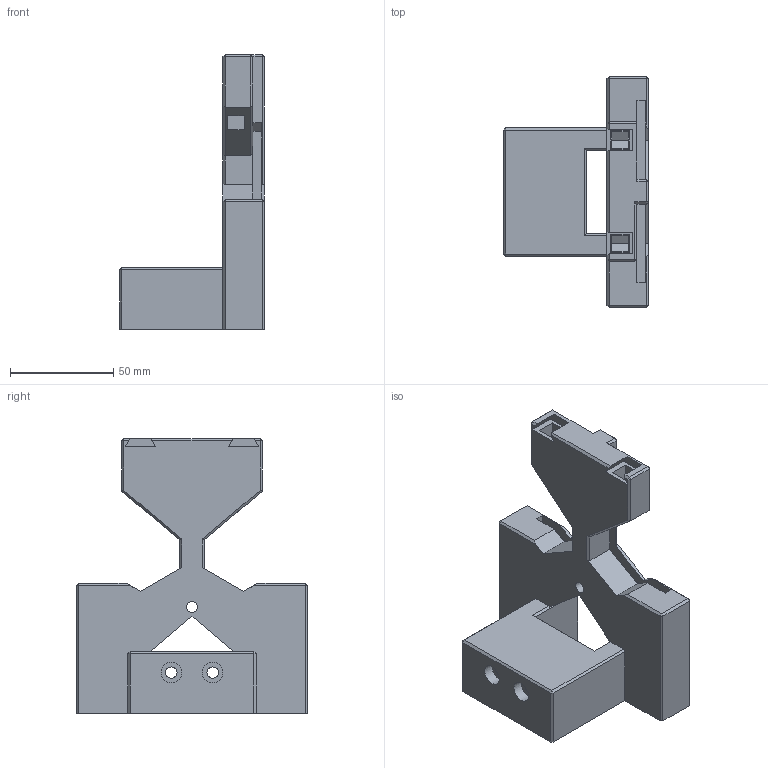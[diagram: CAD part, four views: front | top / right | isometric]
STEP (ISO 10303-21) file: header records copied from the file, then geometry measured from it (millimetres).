
FILE_DESCRIPTION(/* description */ (''),/* implementation_level */ '2;1');
FILE_NAME(/* name */ 'X X Motor End Mount Dual 50 mL v3.step',/* time_stamp */ '2024-04-10T22:12:23+02:00',/* author */ (''),/* organization */ (''),/* preprocessor_version */ 'ST-DEVELOPER v20',/* originating_system */ 'Autodesk Translation Framework v12.20.1.177',/* authorisation */ '');
FILE_SCHEMA (('AUTOMOTIVE_DESIGN { 1 0 10303 214 3 1 1 }'));
Length unit declared in the file: millimetre
Products named in the file (1): X X Motor End Mount Dual 50 mL
Bounding box: 70 x 112 x 133 mm (x, y, z)
Volume: 225580.1 mm3; surface area: 45717.2 mm2
Topology: 1 solids, 1 shells, 130 faces, 336 edges, 210 vertices
Faces by surface type: plane 125, cylinder 5
Full cylindrical faces by diameter (mm): 5.5 x3, 10 x2
Entity records: 3891 total; most frequent: CARTESIAN_POINT 677, ORIENTED_EDGE 672, DIRECTION 608, EDGE_CURVE 336, LINE 326, VECTOR 326, VERTEX_POINT 210, EDGE_LOOP 144
